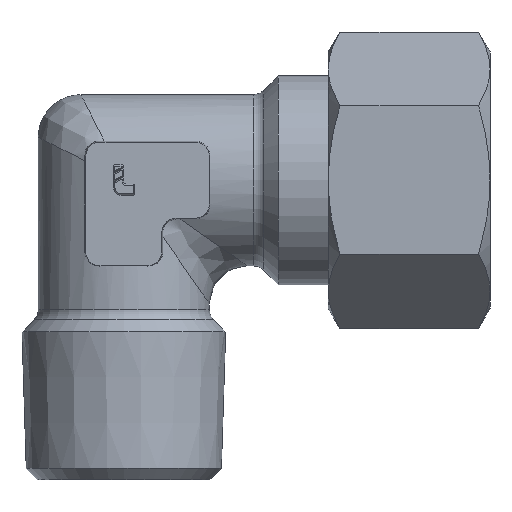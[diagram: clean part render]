
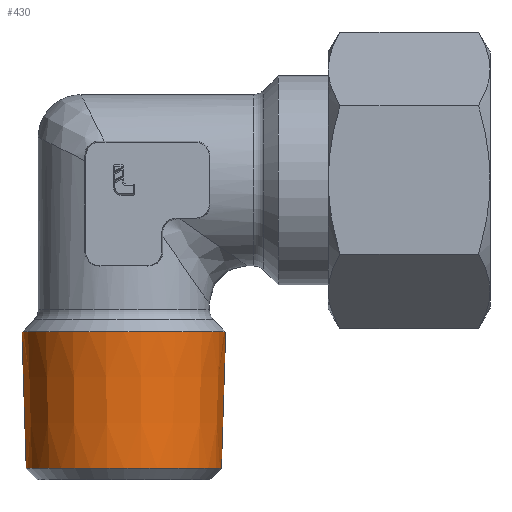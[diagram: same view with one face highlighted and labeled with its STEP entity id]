
A CAD part, top view. The second image highlights one B-rep face of the part: STEP entity #430.
In plain terms, the highlighted conical face has half-angle 1.78 degrees and reference radius 10.483 mm.
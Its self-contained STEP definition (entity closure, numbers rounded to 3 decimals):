
#430=ADVANCED_FACE('',(#908),#909,.T.);
#908=FACE_OUTER_BOUND('',#1599,.T.);
#909=CONICAL_SURFACE('',#1600,10.483,0.031);
#1599=EDGE_LOOP('',(#2780,#2781,#2782,#2783));
#1600=AXIS2_PLACEMENT_3D('',#2784,#2785,#2786);
#2780=ORIENTED_EDGE('',*,*,#3643,.T.);
#2781=ORIENTED_EDGE('',*,*,#3816,.T.);
#2782=ORIENTED_EDGE('',*,*,#3645,.T.);
#2783=ORIENTED_EDGE('',*,*,#3425,.F.);
#2784=CARTESIAN_POINT('',(0.0,-23.128,0.0));
#2785=DIRECTION('',(-0.0,1.0,-0.0));
#2786=DIRECTION('',(1.0,0.0,0.0));
#3425=EDGE_CURVE('',#4070,#4072,#4073,.T.);
#3643=EDGE_CURVE('',#4070,#4317,#4428,.T.);
#3645=EDGE_CURVE('',#4314,#4072,#4430,.T.);
#3816=EDGE_CURVE('',#4317,#4314,#4656,.T.);
#4070=VERTEX_POINT('',#5055);
#4072=VERTEX_POINT('',#5058);
#4073=CIRCLE('',#5059,10.26);
#4314=VERTEX_POINT('',#5513);
#4317=VERTEX_POINT('',#5517);
#4428=LINE('',#5814,#5815);
#4430=LINE('',#5817,#5818);
#4656=CIRCLE('',#6353,10.706);
#5055=CARTESIAN_POINT('',(10.26,-30.301,0.0));
#5058=CARTESIAN_POINT('',(-10.26,-30.301,0.));
#5059=AXIS2_PLACEMENT_3D('',#6634,#6635,#6636);
#5513=CARTESIAN_POINT('',(-10.706,-15.956,0.0));
#5517=CARTESIAN_POINT('',(10.706,-15.956,0.));
#5814=CARTESIAN_POINT('',(10.483,-23.128,0.));
#5815=VECTOR('',#6966,1.0);
#5817=CARTESIAN_POINT('',(-10.483,-23.128,0.));
#5818=VECTOR('',#6970,1.0);
#6353=AXIS2_PLACEMENT_3D('',#7182,#7183,#7184);
#6634=CARTESIAN_POINT('',(0.,-30.301,0.0));
#6635=DIRECTION('',(0.0,-1.0,0.0));
#6636=DIRECTION('',(1.0,0.0,0.0));
#6966=DIRECTION('',(0.031,1.,0.));
#6970=DIRECTION('',(0.031,-1.,0.));
#7182=CARTESIAN_POINT('',(0.0,-15.956,0.0));
#7183=DIRECTION('',(0.0,-1.0,0.0));
#7184=DIRECTION('',(1.0,0.0,0.0));
